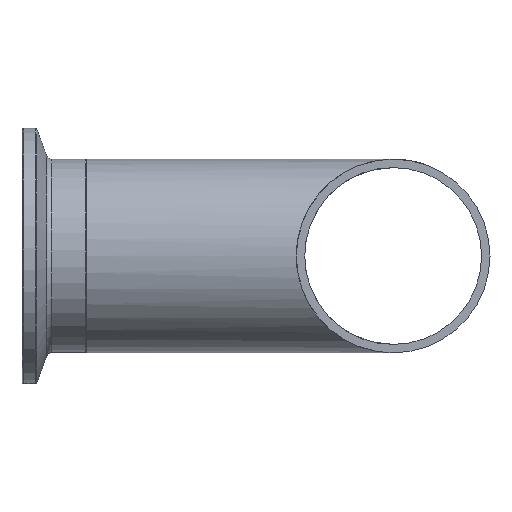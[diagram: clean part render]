
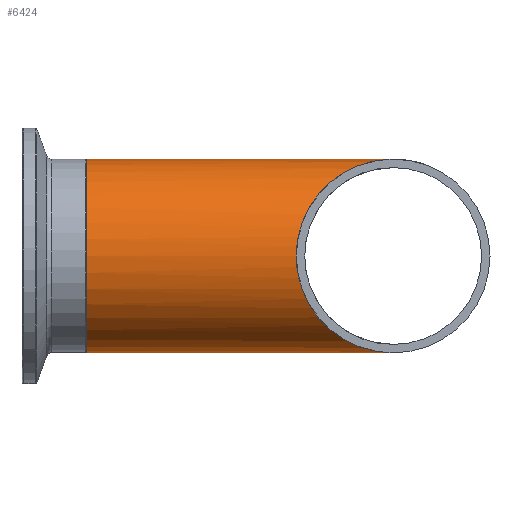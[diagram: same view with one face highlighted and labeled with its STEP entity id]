
A CAD part, left-side view. The second image highlights one B-rep face of the part: STEP entity #6424.
In plain terms, the highlighted cylindrical face has radius 19.05 mm (diameter 38.1 mm), a full revolution.
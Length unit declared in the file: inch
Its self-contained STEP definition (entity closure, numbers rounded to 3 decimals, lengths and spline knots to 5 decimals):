
#83=ELLIPSE('',#6799,1.06066,0.75);
#84=ELLIPSE('',#6800,1.06066,0.75);
#125=FACE_BOUND('',#1185,.T.);
#794=FACE_OUTER_BOUND('',#1184,.T.);
#1184=EDGE_LOOP('',(#5941,#5942));
#1185=EDGE_LOOP('',(#5943));
#2229=CIRCLE('',#6809,0.75);
#3154=VERTEX_POINT('',#13838);
#3155=VERTEX_POINT('',#13839);
#3159=VERTEX_POINT('',#13853);
#4091=EDGE_CURVE('',#3154,#3155,#83,.T.);
#4092=EDGE_CURVE('',#3155,#3154,#84,.T.);
#4096=EDGE_CURVE('',#3159,#3159,#2229,.T.);
#5941=ORIENTED_EDGE('',*,*,#4092,.F.);
#5942=ORIENTED_EDGE('',*,*,#4091,.F.);
#5943=ORIENTED_EDGE('',*,*,#4096,.F.);
#6025=CYLINDRICAL_SURFACE('',#6814,0.75);
#6424=ADVANCED_FACE('',(#794,#125),#6025,.T.);
#6799=AXIS2_PLACEMENT_3D('',#13840,#7999,#8000);
#6800=AXIS2_PLACEMENT_3D('',#13841,#8001,#8002);
#6809=AXIS2_PLACEMENT_3D('',#13854,#8019,#8020);
#6814=AXIS2_PLACEMENT_3D('',#13862,#8029,#8030);
#7999=DIRECTION('center_axis',(0.707,-0.707,0.));
#8000=DIRECTION('ref_axis',(0.707,0.707,0.));
#8001=DIRECTION('center_axis',(-0.707,-0.707,0.));
#8002=DIRECTION('ref_axis',(0.707,-0.707,0.));
#8019=DIRECTION('center_axis',(0.,1.,0.));
#8020=DIRECTION('ref_axis',(1.,0.,0.));
#8029=DIRECTION('center_axis',(0.,1.,0.));
#8030=DIRECTION('ref_axis',(1.,0.,0.));
#13838=CARTESIAN_POINT('',(0.,0.,-0.75));
#13839=CARTESIAN_POINT('',(0.,0.,0.75));
#13840=CARTESIAN_POINT('Origin',(0.,0.,0.));
#13841=CARTESIAN_POINT('Origin',(0.,0.,0.));
#13853=CARTESIAN_POINT('',(-0.75,2.375,0.));
#13854=CARTESIAN_POINT('Origin',(0.,2.375,0.));
#13862=CARTESIAN_POINT('Origin',(0.,0.,0.));
